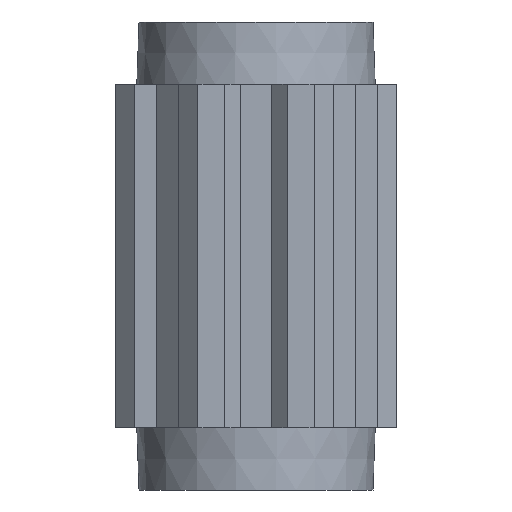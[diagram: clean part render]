
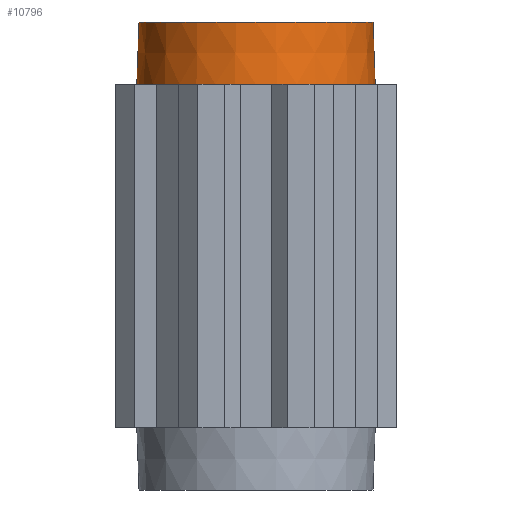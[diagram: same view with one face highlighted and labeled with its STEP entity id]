
A CAD part, front view. The second image highlights one B-rep face of the part: STEP entity #10796.
In plain terms, the highlighted conical face has half-angle 2 degrees and reference radius 7.5 mm.
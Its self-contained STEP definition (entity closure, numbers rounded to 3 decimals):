
#73=CONICAL_SURFACE('',#11358,7.5,0.035);
#878=FACE_OUTER_BOUND('',#1478,.T.);
#1478=EDGE_LOOP('',(#8774,#8775,#8776,#8777));
#1839=CIRCLE('',#11354,7.5);
#1840=CIRCLE('',#11359,7.64);
#2661=LINE('',#18501,#3937);
#3937=VECTOR('',#12636,7.5);
#5165=VERTEX_POINT('',#18493);
#5166=VERTEX_POINT('',#18499);
#6465=EDGE_CURVE('',#5165,#5165,#1839,.T.);
#6466=EDGE_CURVE('',#5166,#5166,#1840,.T.);
#6467=EDGE_CURVE('',#5166,#5165,#2661,.T.);
#8774=ORIENTED_EDGE('',*,*,#6466,.F.);
#8775=ORIENTED_EDGE('',*,*,#6467,.T.);
#8776=ORIENTED_EDGE('',*,*,#6465,.F.);
#8777=ORIENTED_EDGE('',*,*,#6467,.F.);
#10796=ADVANCED_FACE('',(#878),#73,.T.);
#11354=AXIS2_PLACEMENT_3D('',#18494,#12624,#12625);
#11358=AXIS2_PLACEMENT_3D('',#18498,#12632,#12633);
#11359=AXIS2_PLACEMENT_3D('',#18500,#12634,#12635);
#12624=DIRECTION('center_axis',(0.,0.,1.));
#12625=DIRECTION('ref_axis',(1.,0.,0.));
#12632=DIRECTION('center_axis',(0.,0.,-1.));
#12633=DIRECTION('ref_axis',(1.,0.,0.));
#12634=DIRECTION('center_axis',(0.,0.,-1.));
#12635=DIRECTION('ref_axis',(1.,0.,0.));
#12636=DIRECTION('',(0.035,0.,0.999));
#18493=CARTESIAN_POINT('',(-7.5,0.,30.));
#18494=CARTESIAN_POINT('Origin',(0.,0.,30.));
#18498=CARTESIAN_POINT('Origin',(0.,0.,30.));
#18499=CARTESIAN_POINT('',(-7.64,0.,26.));
#18500=CARTESIAN_POINT('Origin',(0.,0.,26.));
#18501=CARTESIAN_POINT('',(-7.5,0.,30.));
